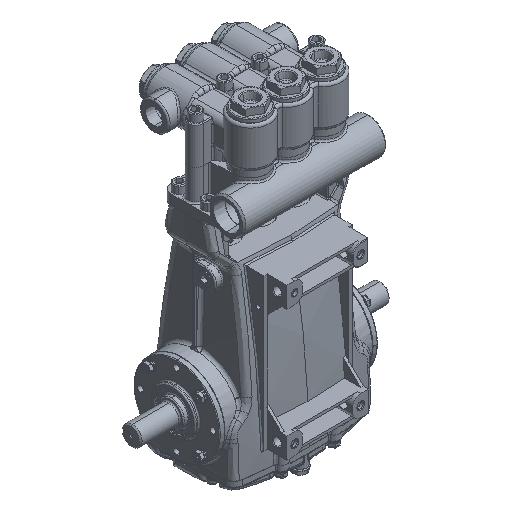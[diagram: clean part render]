
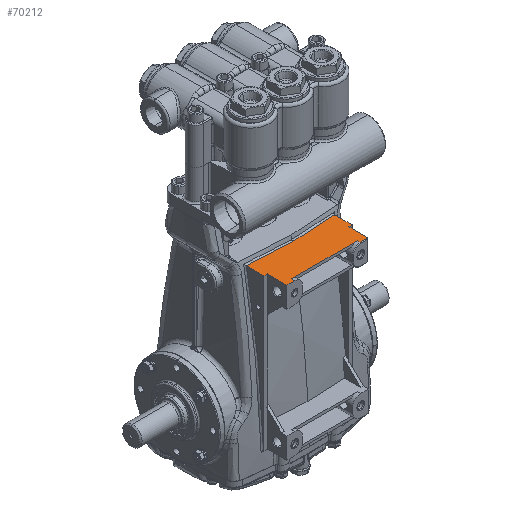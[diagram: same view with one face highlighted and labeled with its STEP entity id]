
A CAD part, isometric view. The second image highlights one B-rep face of the part: STEP entity #70212.
In plain terms, the highlighted planar face has unit normal (0, 0, 1).
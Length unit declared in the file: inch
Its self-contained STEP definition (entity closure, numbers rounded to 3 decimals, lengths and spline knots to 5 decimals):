
#1763 = VECTOR ( 'NONE', #15098, 39.37008 ) ;
#2038 = CARTESIAN_POINT ( 'NONE',  ( 2.65772, -2.08407, 7.51969 ) ) ;
#2163 = LINE ( 'NONE', #39005, #46578 ) ;
#2514 = CARTESIAN_POINT ( 'NONE',  ( 2.65756, -2.08614, 7.51969 ) ) ;
#2580 = ORIENTED_EDGE ( 'NONE', *, *, #37922, .T. ) ;
#5837 = VERTEX_POINT ( 'NONE', #71730 ) ;
#6708 = EDGE_CURVE ( 'NONE', #31995, #24135, #73007, .T. ) ;
#6749 = FACE_OUTER_BOUND ( 'NONE', #48849, .T. ) ;
#6985 = ORIENTED_EDGE ( 'NONE', *, *, #23982, .F. ) ;
#7987 = CARTESIAN_POINT ( 'NONE',  ( 2.46063, -4.29134, 7.51969 ) ) ;
#8224 = CARTESIAN_POINT ( 'NONE',  ( 0., -2.23356, 7.51969 ) ) ;
#9472 = LINE ( 'NONE', #31588, #65958 ) ;
#9934 = LINE ( 'NONE', #17801, #58663 ) ;
#10027 = LINE ( 'NONE', #11491, #65115 ) ;
#11120 = LINE ( 'NONE', #41089, #85991 ) ;
#11345 = VERTEX_POINT ( 'NONE', #58545 ) ;
#11432 = ORIENTED_EDGE ( 'NONE', *, *, #12851, .F. ) ;
#11491 = CARTESIAN_POINT ( 'NONE',  ( 2.65748, 19685.03937, 7.51969 ) ) ;
#11997 = DIRECTION ( 'NONE',  ( 0., -1., 0. ) ) ;
#12159 = EDGE_CURVE ( 'NONE', #44132, #5837, #34468, .T. ) ;
#12851 = EDGE_CURVE ( 'NONE', #31995, #30727, #10027, .T. ) ;
#13342 = CARTESIAN_POINT ( 'NONE',  ( 1.98819, -4.13386, 7.51969 ) ) ;
#14408 = LINE ( 'NONE', #51233, #45852 ) ;
#15098 = DIRECTION ( 'NONE',  ( 0., -1., 0. ) ) ;
#16593 = CARTESIAN_POINT ( 'NONE',  ( -2.65748, -2.08821, 7.51969 ) ) ;
#16666 = CARTESIAN_POINT ( 'NONE',  ( -0.888, -2.22102, 7.51969 ) ) ;
#16709 = CARTESIAN_POINT ( 'NONE',  ( -2.65772, -2.08407, 7.51969 ) ) ;
#17801 = CARTESIAN_POINT ( 'NONE',  ( -1.98819, 19685.03937, 7.51969 ) ) ;
#18110 = VERTEX_POINT ( 'NONE', #81934 ) ;
#18389 = LINE ( 'NONE', #77811, #70956 ) ;
#21977 = DIRECTION ( 'NONE',  ( -1., 0., 0. ) ) ;
#23248 = DIRECTION ( 'NONE',  ( -1., 0., 0. ) ) ;
#23543 = CARTESIAN_POINT ( 'NONE',  ( 0., -2.23356, 7.51969 ) ) ;
#23605 = CARTESIAN_POINT ( 'NONE',  ( 2.65772, -2.08407, 7.51969 ) ) ;
#23982 = EDGE_CURVE ( 'NONE', #25771, #63404, #9934, .T. ) ;
#24135 = VERTEX_POINT ( 'NONE', #42341 ) ;
#24428 = CARTESIAN_POINT ( 'NONE',  ( -2.65748, -2.09029, 7.51969 ) ) ;
#24985 = VECTOR ( 'NONE', #49660, 39.37008 ) ;
#25749 = ORIENTED_EDGE ( 'NONE', *, *, #34219, .T. ) ;
#25771 = VERTEX_POINT ( 'NONE', #70717 ) ;
#26665 = CARTESIAN_POINT ( 'NONE',  ( -2.46063, 19685.03937, 7.51969 ) ) ;
#26944 = CARTESIAN_POINT ( 'NONE',  ( -2.46063, -4.33071, 7.51969 ) ) ;
#27650 = ORIENTED_EDGE ( 'NONE', *, *, #92599, .T. ) ;
#28870 = LINE ( 'NONE', #43610, #1763 ) ;
#29675 = ORIENTED_EDGE ( 'NONE', *, *, #83219, .T. ) ;
#30727 = VERTEX_POINT ( 'NONE', #89174 ) ;
#31477 = VERTEX_POINT ( 'NONE', #84715 ) ;
#31588 = CARTESIAN_POINT ( 'NONE',  ( 2.65748, -3.14961, 7.51969 ) ) ;
#31640 = DIRECTION ( 'NONE',  ( 0., -1., 0. ) ) ;
#31995 = VERTEX_POINT ( 'NONE', #74226 ) ;
#33642 = ORIENTED_EDGE ( 'NONE', *, *, #48613, .F. ) ;
#34219 = EDGE_CURVE ( 'NONE', #31477, #87091, #94364, .T. ) ;
#34468 = B_SPLINE_CURVE_WITH_KNOTS ( 'NONE', 3,
 ( #23543, #54455, #16666, #82445, #53495, #67739 ),
 .UNSPECIFIED., .F., .F.,
 ( 4, 2, 4 ),
 ( 0., 0.03381, 0.06761 ),
 .UNSPECIFIED. ) ;
#36462 = ORIENTED_EDGE ( 'NONE', *, *, #45077, .T. ) ;
#36933 = EDGE_CURVE ( 'NONE', #66979, #31477, #28870, .T. ) ;
#37680 = EDGE_CURVE ( 'NONE', #11345, #87091, #18389, .T. ) ;
#37922 = EDGE_CURVE ( 'NONE', #18110, #60268, #14408, .T. ) ;
#38335 = CARTESIAN_POINT ( 'NONE',  ( 2.21617, -2.13392, 7.51969 ) ) ;
#38942 = ORIENTED_EDGE ( 'NONE', *, *, #37680, .F. ) ;
#39005 = CARTESIAN_POINT ( 'NONE',  ( -2.65748, 19685.03937, 7.51969 ) ) ;
#41089 = CARTESIAN_POINT ( 'NONE',  ( -2.46063, -4.13386, 7.51969 ) ) ;
#42270 = B_SPLINE_CURVE_WITH_KNOTS ( 'NONE', 3,
 ( #23605, #38335, #96790, #68275, #83011, #59445 ),
 .UNSPECIFIED., .F., .F.,
 ( 4, 2, 4 ),
 ( -0.00001, 0.0338, 0.06761 ),
 .UNSPECIFIED. ) ;
#42341 = CARTESIAN_POINT ( 'NONE',  ( 2.65772, -2.08407, 7.51969 ) ) ;
#43002 = VECTOR ( 'NONE', #47293, 39.37008 ) ;
#43591 = CARTESIAN_POINT ( 'NONE',  ( -1.98819, 19685.03937, 7.51969 ) ) ;
#43610 = CARTESIAN_POINT ( 'NONE',  ( 1.98819, 19685.03937, 7.51969 ) ) ;
#44132 = VERTEX_POINT ( 'NONE', #8224 ) ;
#44528 = DIRECTION ( 'NONE',  ( 0., 0., -1. ) ) ;
#45077 = EDGE_CURVE ( 'NONE', #62283, #18110, #2163, .T. ) ;
#45852 = VECTOR ( 'NONE', #82119, 39.37008 ) ;
#46578 = VECTOR ( 'NONE', #31640, 39.37008 ) ;
#46645 = CARTESIAN_POINT ( 'NONE',  ( -2.65756, -2.08614, 7.51969 ) ) ;
#47293 = DIRECTION ( 'NONE',  ( 0., -1., 0. ) ) ;
#48613 = EDGE_CURVE ( 'NONE', #66979, #25771, #11120, .T. ) ;
#48849 = EDGE_LOOP ( 'NONE', ( #70024, #25749, #38942, #96087, #11432, #60533, #27650, #71330, #51517, #36462, #2580, #29675, #84479, #6985, #33642 ) ) ;
#49660 = DIRECTION ( 'NONE',  ( 1., 0., 0. ) ) ;
#51188 = VECTOR ( 'NONE', #90816, 39.37008 ) ;
#51233 = CARTESIAN_POINT ( 'NONE',  ( -2.65748, -3.14961, 7.51969 ) ) ;
#51517 = ORIENTED_EDGE ( 'NONE', *, *, #81109, .T. ) ;
#52772 = AXIS2_PLACEMENT_3D ( 'NONE', #43591, #44528, #21977 ) ;
#53495 = CARTESIAN_POINT ( 'NONE',  ( -2.21617, -2.13392, 7.51969 ) ) ;
#54455 = CARTESIAN_POINT ( 'NONE',  ( -0.44435, -2.23356, 7.51969 ) ) ;
#55437 = CARTESIAN_POINT ( 'NONE',  ( -1.98819, -4.33071, 7.51969 ) ) ;
#56180 = DIRECTION ( 'NONE',  ( 0., -1., 0. ) ) ;
#58545 = CARTESIAN_POINT ( 'NONE',  ( 2.46063, -3.14961, 7.51969 ) ) ;
#58663 = VECTOR ( 'NONE', #85065, 39.37008 ) ;
#59445 = CARTESIAN_POINT ( 'NONE',  ( 0., -2.23356, 7.51969 ) ) ;
#60268 = VERTEX_POINT ( 'NONE', #83839 ) ;
#60533 = ORIENTED_EDGE ( 'NONE', *, *, #6708, .T. ) ;
#60831 = LINE ( 'NONE', #55437, #51188 ) ;
#62283 = VERTEX_POINT ( 'NONE', #64713 ) ;
#63397 = CARTESIAN_POINT ( 'NONE',  ( -1.98819, -4.29134, 7.51969 ) ) ;
#63404 = VERTEX_POINT ( 'NONE', #86734 ) ;
#64713 = CARTESIAN_POINT ( 'NONE',  ( -2.65748, -2.09029, 7.51969 ) ) ;
#65115 = VECTOR ( 'NONE', #56180, 39.37008 ) ;
#65958 = VECTOR ( 'NONE', #23248, 39.37008 ) ;
#66979 = VERTEX_POINT ( 'NONE', #13342 ) ;
#67739 = CARTESIAN_POINT ( 'NONE',  ( -2.65772, -2.08407, 7.51969 ) ) ;
#68275 = CARTESIAN_POINT ( 'NONE',  ( 0.888, -2.22102, 7.51969 ) ) ;
#69768 = CARTESIAN_POINT ( 'NONE',  ( 2.65748, -2.08821, 7.51969 ) ) ;
#69950 = VERTEX_POINT ( 'NONE', #26944 ) ;
#70024 = ORIENTED_EDGE ( 'NONE', *, *, #36933, .T. ) ;
#70212 = ADVANCED_FACE ( 'NONE', ( #6749 ), #80901, .F. ) ;
#70717 = CARTESIAN_POINT ( 'NONE',  ( -1.98819, -4.13386, 7.51969 ) ) ;
#70956 = VECTOR ( 'NONE', #11997, 39.37008 ) ;
#71330 = ORIENTED_EDGE ( 'NONE', *, *, #12159, .T. ) ;
#71730 = CARTESIAN_POINT ( 'NONE',  ( -2.65772, -2.08407, 7.51969 ) ) ;
#72004 = DIRECTION ( 'NONE',  ( -1., 0., 0. ) ) ;
#72845 = B_SPLINE_CURVE_WITH_KNOTS ( 'NONE', 3,
 ( #16709, #46645, #16593, #24428 ),
 .UNSPECIFIED., .F., .F.,
 ( 4, 4 ),
 ( 0., 0.00016 ),
 .UNSPECIFIED. ) ;
#73007 = B_SPLINE_CURVE_WITH_KNOTS ( 'NONE', 3,
 ( #84031, #69768, #2514, #2038 ),
 .UNSPECIFIED., .F., .F.,
 ( 4, 4 ),
 ( 0., 0.00016 ),
 .UNSPECIFIED. ) ;
#74226 = CARTESIAN_POINT ( 'NONE',  ( 2.65748, -2.09029, 7.51969 ) ) ;
#77745 = LINE ( 'NONE', #26665, #43002 ) ;
#77811 = CARTESIAN_POINT ( 'NONE',  ( 2.46063, 19685.03937, 7.51969 ) ) ;
#80901 = PLANE ( 'NONE',  #52772 ) ;
#81109 = EDGE_CURVE ( 'NONE', #5837, #62283, #72845, .T. ) ;
#81934 = CARTESIAN_POINT ( 'NONE',  ( -2.65748, -3.14961, 7.51969 ) ) ;
#82119 = DIRECTION ( 'NONE',  ( 1., 0., 0. ) ) ;
#82445 = CARTESIAN_POINT ( 'NONE',  ( -1.77391, -2.17122, 7.51969 ) ) ;
#83011 = CARTESIAN_POINT ( 'NONE',  ( 0.44435, -2.23356, 7.51969 ) ) ;
#83219 = EDGE_CURVE ( 'NONE', #60268, #69950, #77745, .T. ) ;
#83839 = CARTESIAN_POINT ( 'NONE',  ( -2.46063, -3.14961, 7.51969 ) ) ;
#84031 = CARTESIAN_POINT ( 'NONE',  ( 2.65748, -2.09029, 7.51969 ) ) ;
#84479 = ORIENTED_EDGE ( 'NONE', *, *, #88439, .T. ) ;
#84715 = CARTESIAN_POINT ( 'NONE',  ( 1.98819, -4.29134, 7.51969 ) ) ;
#85065 = DIRECTION ( 'NONE',  ( 0., -1., 0. ) ) ;
#85991 = VECTOR ( 'NONE', #72004, 39.37008 ) ;
#86734 = CARTESIAN_POINT ( 'NONE',  ( -1.98819, -4.33071, 7.51969 ) ) ;
#87091 = VERTEX_POINT ( 'NONE', #7987 ) ;
#88439 = EDGE_CURVE ( 'NONE', #69950, #63404, #60831, .T. ) ;
#89174 = CARTESIAN_POINT ( 'NONE',  ( 2.65748, -3.14961, 7.51969 ) ) ;
#90816 = DIRECTION ( 'NONE',  ( 1., 0., 0. ) ) ;
#92599 = EDGE_CURVE ( 'NONE', #24135, #44132, #42270, .T. ) ;
#94364 = LINE ( 'NONE', #63397, #24985 ) ;
#95641 = EDGE_CURVE ( 'NONE', #30727, #11345, #9472, .T. ) ;
#96087 = ORIENTED_EDGE ( 'NONE', *, *, #95641, .F. ) ;
#96790 = CARTESIAN_POINT ( 'NONE',  ( 1.77391, -2.17122, 7.51969 ) ) ;
